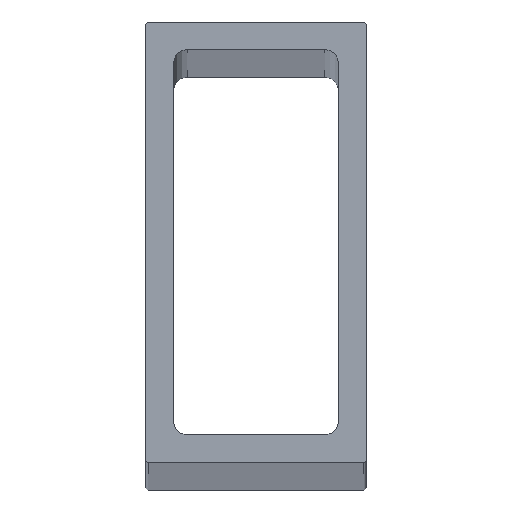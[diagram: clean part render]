
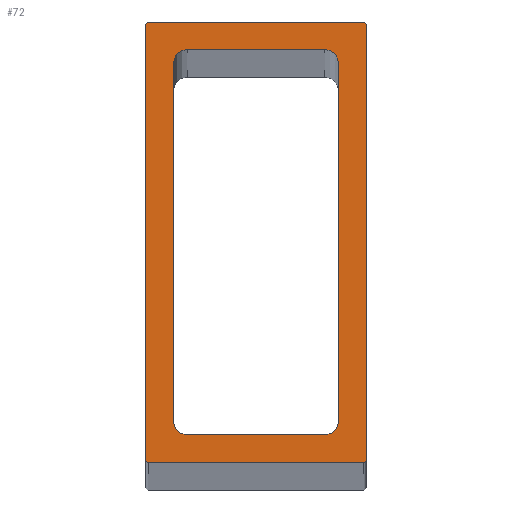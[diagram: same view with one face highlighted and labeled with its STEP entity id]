
A CAD part, top view. The second image highlights one B-rep face of the part: STEP entity #72.
In plain terms, the highlighted planar face has unit normal (0, 0, 1).
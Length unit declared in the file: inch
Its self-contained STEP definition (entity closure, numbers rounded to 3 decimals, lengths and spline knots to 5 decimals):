
#6 = EDGE_CURVE ( 'NONE', #284, #321, #472, .T. ) ;
#8 = DIRECTION ( 'NONE',  ( 0., 0., 1. ) ) ;
#16 = CARTESIAN_POINT ( 'NONE',  ( 0.99, 1.99, 72. ) ) ;
#27 = EDGE_CURVE ( 'NONE', #321, #89, #147, .T. ) ;
#28 = EDGE_CURVE ( 'NONE', #322, #175, #62, .T. ) ;
#33 = VERTEX_POINT ( 'NONE', #51 ) ;
#36 = ORIENTED_EDGE ( 'NONE', *, *, #430, .F. ) ;
#41 = EDGE_CURVE ( 'NONE', #175, #267, #386, .T. ) ;
#42 = VERTEX_POINT ( 'NONE', #337 ) ;
#46 = VERTEX_POINT ( 'NONE', #534 ) ;
#51 = CARTESIAN_POINT ( 'NONE',  ( 0.1875, 0.125, 72. ) ) ;
#53 = EDGE_CURVE ( 'NONE', #410, #33, #113, .T. ) ;
#58 = DIRECTION ( 'NONE',  ( 0., 0., 1. ) ) ;
#61 = DIRECTION ( 'NONE',  ( 0., 1., 0. ) ) ;
#62 = CIRCLE ( 'NONE', #263, 0.0625 ) ;
#64 = DIRECTION ( 'NONE',  ( 0., 0., 1. ) ) ;
#70 = AXIS2_PLACEMENT_3D ( 'NONE', #16, #199, #395 ) ;
#72 = ADVANCED_FACE ( 'NONE', ( #390, #589 ), #152, .F. ) ;
#78 = VERTEX_POINT ( 'NONE', #295 ) ;
#83 = ORIENTED_EDGE ( 'NONE', *, *, #325, .F. ) ;
#84 = CARTESIAN_POINT ( 'NONE',  ( 0.99, 2., 72. ) ) ;
#89 = VERTEX_POINT ( 'NONE', #197 ) ;
#95 = DIRECTION ( 'NONE',  ( 0., 0., 1. ) ) ;
#96 = CARTESIAN_POINT ( 'NONE',  ( 0.8125, 1.8125, 72. ) ) ;
#103 = DIRECTION ( 'NONE',  ( -1., 0., 0. ) ) ;
#104 = CARTESIAN_POINT ( 'NONE',  ( 0.01, 0., 72. ) ) ;
#109 = EDGE_CURVE ( 'NONE', #42, #569, #242, .T. ) ;
#113 = CIRCLE ( 'NONE', #466, 0.0625 ) ;
#117 = DIRECTION ( 'NONE',  ( 1., 0., 0. ) ) ;
#122 = VECTOR ( 'NONE', #61, 39.37008 ) ;
#123 = LINE ( 'NONE', #315, #288 ) ;
#125 = ORIENTED_EDGE ( 'NONE', *, *, #53, .F. ) ;
#127 = EDGE_CURVE ( 'NONE', #89, #78, #442, .T. ) ;
#130 = ORIENTED_EDGE ( 'NONE', *, *, #41, .F. ) ;
#132 = LINE ( 'NONE', #323, #379 ) ;
#133 = ORIENTED_EDGE ( 'NONE', *, *, #6, .T. ) ;
#139 = ORIENTED_EDGE ( 'NONE', *, *, #617, .T. ) ;
#143 = AXIS2_PLACEMENT_3D ( 'NONE', #340, #538, #103 ) ;
#147 = LINE ( 'NONE', #336, #363 ) ;
#149 = DIRECTION ( 'NONE',  ( -1., 0., 0. ) ) ;
#150 = DIRECTION ( 'NONE',  ( 0., 0., 1. ) ) ;
#152 = PLANE ( 'NONE',  #143 ) ;
#153 = LINE ( 'NONE', #341, #223 ) ;
#158 = DIRECTION ( 'NONE',  ( 0., 0., 1. ) ) ;
#169 = ORIENTED_EDGE ( 'NONE', *, *, #127, .T. ) ;
#174 = CARTESIAN_POINT ( 'NONE',  ( 0.125, 0.1875, 72. ) ) ;
#175 = VERTEX_POINT ( 'NONE', #452 ) ;
#182 = VERTEX_POINT ( 'NONE', #601 ) ;
#191 = DIRECTION ( 'NONE',  ( 1., 0., 0. ) ) ;
#193 = CIRCLE ( 'NONE', #345, 0.01 ) ;
#197 = CARTESIAN_POINT ( 'NONE',  ( 0.99, 0., 72. ) ) ;
#199 = DIRECTION ( 'NONE',  ( 0., 0., 1. ) ) ;
#202 = VECTOR ( 'NONE', #149, 39.37008 ) ;
#223 = VECTOR ( 'NONE', #541, 39.37008 ) ;
#226 = AXIS2_PLACEMENT_3D ( 'NONE', #596, #158, #348 ) ;
#227 = EDGE_LOOP ( 'NONE', ( #125, #566, #83, #130, #607, #326, #231, #36 ) ) ;
#231 = ORIENTED_EDGE ( 'NONE', *, *, #378, .F. ) ;
#242 = CIRCLE ( 'NONE', #70, 0.01 ) ;
#243 = DIRECTION ( 'NONE',  ( -1., 0., 0. ) ) ;
#247 = CARTESIAN_POINT ( 'NONE',  ( 0.8125, 0.125, 72. ) ) ;
#248 = DIRECTION ( 'NONE',  ( 1., 0., 0. ) ) ;
#263 = AXIS2_PLACEMENT_3D ( 'NONE', #96, #289, #489 ) ;
#267 = VERTEX_POINT ( 'NONE', #560 ) ;
#269 = ORIENTED_EDGE ( 'NONE', *, *, #109, .T. ) ;
#280 = ORIENTED_EDGE ( 'NONE', *, *, #314, .T. ) ;
#282 = ORIENTED_EDGE ( 'NONE', *, *, #27, .T. ) ;
#284 = VERTEX_POINT ( 'NONE', #463 ) ;
#286 = DIRECTION ( 'NONE',  ( -1., 0., 0. ) ) ;
#288 = VECTOR ( 'NONE', #510, 39.37008 ) ;
#289 = DIRECTION ( 'NONE',  ( 0., 0., 1. ) ) ;
#295 = CARTESIAN_POINT ( 'NONE',  ( 1., 0.01, 72. ) ) ;
#296 = CARTESIAN_POINT ( 'NONE',  ( 0.875, 1.8125, 72. ) ) ;
#301 = LINE ( 'NONE', #500, #122 ) ;
#314 = EDGE_CURVE ( 'NONE', #569, #525, #153, .T. ) ;
#315 = CARTESIAN_POINT ( 'NONE',  ( 0., 0.01, 72. ) ) ;
#321 = VERTEX_POINT ( 'NONE', #104 ) ;
#322 = VERTEX_POINT ( 'NONE', #296 ) ;
#323 = CARTESIAN_POINT ( 'NONE',  ( 1., 0.01, 72. ) ) ;
#325 = EDGE_CURVE ( 'NONE', #267, #182, #478, .T. ) ;
#326 = ORIENTED_EDGE ( 'NONE', *, *, #356, .F. ) ;
#336 = CARTESIAN_POINT ( 'NONE',  ( 0.01, 0., 72. ) ) ;
#337 = CARTESIAN_POINT ( 'NONE',  ( 1., 1.99, 72. ) ) ;
#338 = DIRECTION ( 'NONE',  ( -1., 0., 0. ) ) ;
#340 = CARTESIAN_POINT ( 'NONE',  ( 0.01, 0.01, 72. ) ) ;
#341 = CARTESIAN_POINT ( 'NONE',  ( 0.01, 2., 72. ) ) ;
#345 = AXIS2_PLACEMENT_3D ( 'NONE', #582, #150, #338 ) ;
#347 = VECTOR ( 'NONE', #117, 39.37008 ) ;
#348 = DIRECTION ( 'NONE',  ( -1., 0., 0. ) ) ;
#352 = LINE ( 'NONE', #553, #347 ) ;
#356 = EDGE_CURVE ( 'NONE', #622, #322, #301, .T. ) ;
#363 = VECTOR ( 'NONE', #533, 39.37008 ) ;
#366 = VERTEX_POINT ( 'NONE', #247 ) ;
#369 = DIRECTION ( 'NONE',  ( 0., -1., 0. ) ) ;
#370 = ORIENTED_EDGE ( 'NONE', *, *, #563, .T. ) ;
#378 = EDGE_CURVE ( 'NONE', #366, #622, #627, .T. ) ;
#379 = VECTOR ( 'NONE', #520, 39.37008 ) ;
#386 = LINE ( 'NONE', #581, #202 ) ;
#390 = FACE_OUTER_BOUND ( 'NONE', #518, .T. ) ;
#395 = DIRECTION ( 'NONE',  ( -1., 0., 0. ) ) ;
#399 = AXIS2_PLACEMENT_3D ( 'NONE', #495, #58, #243 ) ;
#410 = VERTEX_POINT ( 'NONE', #450 ) ;
#430 = EDGE_CURVE ( 'NONE', #33, #366, #352, .T. ) ;
#441 = CARTESIAN_POINT ( 'NONE',  ( 0.1875, 0.1875, 72. ) ) ;
#442 = CIRCLE ( 'NONE', #487, 0.01 ) ;
#450 = CARTESIAN_POINT ( 'NONE',  ( 0.125, 0.1875, 72. ) ) ;
#452 = CARTESIAN_POINT ( 'NONE',  ( 0.8125, 1.875, 72. ) ) ;
#463 = CARTESIAN_POINT ( 'NONE',  ( 0., 0.01, 72. ) ) ;
#466 = AXIS2_PLACEMENT_3D ( 'NONE', #441, #8, #191 ) ;
#472 = CIRCLE ( 'NONE', #602, 0.01 ) ;
#478 = CIRCLE ( 'NONE', #399, 0.0625 ) ;
#487 = AXIS2_PLACEMENT_3D ( 'NONE', #501, #64, #248 ) ;
#489 = DIRECTION ( 'NONE',  ( -1., 0., 0. ) ) ;
#492 = CARTESIAN_POINT ( 'NONE',  ( 0.875, 0.1875, 72. ) ) ;
#495 = CARTESIAN_POINT ( 'NONE',  ( 0.1875, 1.8125, 72. ) ) ;
#500 = CARTESIAN_POINT ( 'NONE',  ( 0.875, 0.1875, 72. ) ) ;
#501 = CARTESIAN_POINT ( 'NONE',  ( 0.99, 0.01, 72. ) ) ;
#510 = DIRECTION ( 'NONE',  ( 0., -1., 0. ) ) ;
#518 = EDGE_LOOP ( 'NONE', ( #133, #282, #169, #370, #269, #280, #139, #575 ) ) ;
#520 = DIRECTION ( 'NONE',  ( 0., 1., 0. ) ) ;
#525 = VERTEX_POINT ( 'NONE', #559 ) ;
#526 = EDGE_CURVE ( 'NONE', #46, #284, #123, .T. ) ;
#531 = CARTESIAN_POINT ( 'NONE',  ( 0.01, 0.01, 72. ) ) ;
#533 = DIRECTION ( 'NONE',  ( 1., 0., 0. ) ) ;
#534 = CARTESIAN_POINT ( 'NONE',  ( 0., 1.99, 72. ) ) ;
#538 = DIRECTION ( 'NONE',  ( 0., 0., -1. ) ) ;
#541 = DIRECTION ( 'NONE',  ( -1., 0., 0. ) ) ;
#553 = CARTESIAN_POINT ( 'NONE',  ( 0.1875, 0.125, 72. ) ) ;
#555 = EDGE_CURVE ( 'NONE', #182, #410, #614, .T. ) ;
#559 = CARTESIAN_POINT ( 'NONE',  ( 0.01, 2., 72. ) ) ;
#560 = CARTESIAN_POINT ( 'NONE',  ( 0.1875, 1.875, 72. ) ) ;
#563 = EDGE_CURVE ( 'NONE', #78, #42, #132, .T. ) ;
#566 = ORIENTED_EDGE ( 'NONE', *, *, #555, .F. ) ;
#569 = VERTEX_POINT ( 'NONE', #84 ) ;
#575 = ORIENTED_EDGE ( 'NONE', *, *, #526, .T. ) ;
#581 = CARTESIAN_POINT ( 'NONE',  ( 0.1875, 1.875, 72. ) ) ;
#582 = CARTESIAN_POINT ( 'NONE',  ( 0.01, 1.99, 72. ) ) ;
#589 = FACE_BOUND ( 'NONE', #227, .T. ) ;
#596 = CARTESIAN_POINT ( 'NONE',  ( 0.8125, 0.1875, 72. ) ) ;
#601 = CARTESIAN_POINT ( 'NONE',  ( 0.125, 1.8125, 72. ) ) ;
#602 = AXIS2_PLACEMENT_3D ( 'NONE', #531, #95, #286 ) ;
#607 = ORIENTED_EDGE ( 'NONE', *, *, #28, .F. ) ;
#614 = LINE ( 'NONE', #174, #626 ) ;
#617 = EDGE_CURVE ( 'NONE', #525, #46, #193, .T. ) ;
#622 = VERTEX_POINT ( 'NONE', #492 ) ;
#626 = VECTOR ( 'NONE', #369, 39.37008 ) ;
#627 = CIRCLE ( 'NONE', #226, 0.0625 ) ;
